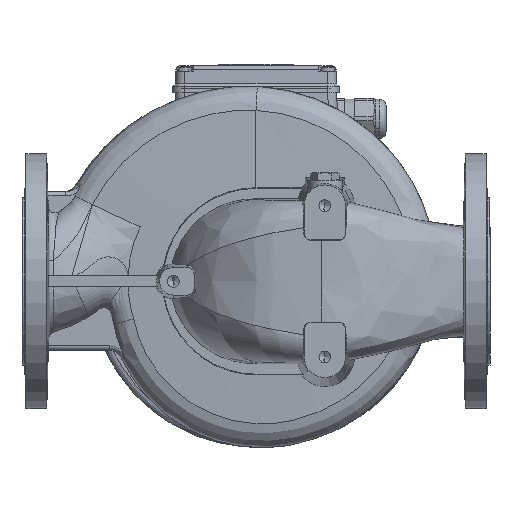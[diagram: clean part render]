
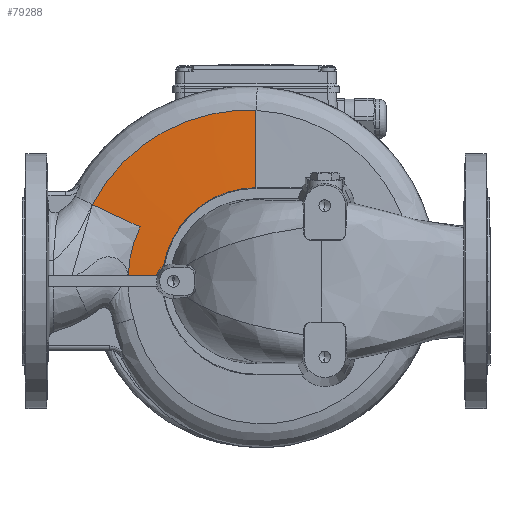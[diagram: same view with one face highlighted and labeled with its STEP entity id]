
A CAD part, front view. The second image highlights one B-rep face of the part: STEP entity #79288.
In plain terms, the highlighted conical face has half-angle 88 degrees and reference radius 28636.3 mm.
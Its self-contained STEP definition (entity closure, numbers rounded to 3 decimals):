
#1123 = EDGE_CURVE ( 'NONE', #53843, #104156, #136082, .T. ) ;
#2228 = CARTESIAN_POINT ( 'NONE',  ( -84.2, -80.793, 39.463 ) ) ;
#4065 = CARTESIAN_POINT ( 'NONE',  ( -82.034, -79.551, 98.993 ) ) ;
#4794 = CARTESIAN_POINT ( 'NONE',  ( -118.81, -79.458, 55.684 ) ) ;
#5543 = CARTESIAN_POINT ( 'NONE',  ( -50.279, -79.621, 116.161 ) ) ;
#6255 = CARTESIAN_POINT ( 'NONE',  ( -29.869, -79.655, 122. ) ) ;
#7749 = CARTESIAN_POINT ( 'NONE',  ( -6.006, -79.694, 124.35 ) ) ;
#9737 = CARTESIAN_POINT ( 'NONE',  ( -87.172, -80.792, 32.408 ) ) ;
#9930 = CONICAL_SURFACE ( 'NONE', #69431, 28636.253, 1.536 ) ;
#10056 = CARTESIAN_POINT ( 'NONE',  ( 0., 915.96, 0. ) ) ;
#10977 = CARTESIAN_POINT ( 'NONE',  ( -68.319, -81.627, 10.301 ) ) ;
#11280 = B_SPLINE_CURVE_WITH_KNOTS ( 'NONE', 3,
 ( #140781, #27350, #143741, #2228 ),
 .UNSPECIFIED., .F., .F.,
 ( 4, 4 ),
 ( 0., 1. ),
 .UNSPECIFIED. ) ;
#13165 = CARTESIAN_POINT ( 'NONE',  ( -72.603, -81.501, 4. ) ) ;
#17187 = B_SPLINE_CURVE_WITH_KNOTS ( 'NONE', 3,
 ( #13165, #103433, #23604, #46721, #44507, #90107, #91549, #10977, #45240, #92277 ),
 .UNSPECIFIED., .F., .F.,
 ( 4, 2, 2, 2, 4 ),
 ( 0.002, 0.004, 0.007, 0.009, 0.011 ),
 .UNSPECIFIED. ) ;
#17423 = CARTESIAN_POINT ( 'NONE',  ( -66.787, -79.586, 108.712 ) ) ;
#18627 = EDGE_CURVE ( 'NONE', #33645, #80692, #108622, .T. ) ;
#18895 = CARTESIAN_POINT ( 'NONE',  ( -105.864, -79.494, 76.006 ) ) ;
#22980 = CARTESIAN_POINT ( 'NONE',  ( -86.136, -81.029, 4. ) ) ;
#23604 = CARTESIAN_POINT ( 'NONE',  ( -72.074, -81.516, 5.443 ) ) ;
#25692 = CARTESIAN_POINT ( 'NONE',  ( 0., -79.704, 124.154 ) ) ;
#27167 = CARTESIAN_POINT ( 'NONE',  ( -101.999, -79.503, 80.665 ) ) ;
#27350 = CARTESIAN_POINT ( 'NONE',  ( -107.273, -79.903, 50.277 ) ) ;
#27888 = CARTESIAN_POINT ( 'NONE',  ( -112.885, -79.475, 66.192 ) ) ;
#28632 = CARTESIAN_POINT ( 'NONE',  ( -37.225, -79.644, 120.255 ) ) ;
#28868 = ORIENTED_EDGE ( 'NONE', *, *, #18627, .F. ) ;
#32420 = DIRECTION ( 'NONE',  ( 0., 1., 0. ) ) ;
#32461 = EDGE_CURVE ( 'NONE', #104156, #120017, #94282, .T. ) ;
#33645 = VERTEX_POINT ( 'NONE', #70632 ) ;
#35205 = EDGE_CURVE ( 'NONE', #67637, #80802, #11280, .T. ) ;
#39084 = CARTESIAN_POINT ( 'NONE',  ( -116.04, -79.466, 61.036 ) ) ;
#40537 = CARTESIAN_POINT ( 'NONE',  ( -43.077, -79.634, 118.579 ) ) ;
#43985 = CARTESIAN_POINT ( 'NONE',  ( -89.579, -80.792, 25.137 ) ) ;
#44507 = CARTESIAN_POINT ( 'NONE',  ( -70.934, -81.549, 7.472 ) ) ;
#45240 = CARTESIAN_POINT ( 'NONE',  ( -67.705, -81.646, 10.766 ) ) ;
#46721 = CARTESIAN_POINT ( 'NONE',  ( -71.352, -81.537, 6.822 ) ) ;
#47283 = CARTESIAN_POINT ( 'NONE',  ( 0., -84.04, 0. ) ) ;
#47547 = ORIENTED_EDGE ( 'NONE', *, *, #35205, .T. ) ;
#50981 = CARTESIAN_POINT ( 'NONE',  ( -47.418, -79.627, 117.184 ) ) ;
#51805 = B_SPLINE_CURVE_WITH_KNOTS ( 'NONE', 3,
 ( #4794, #39084, #27888, #18895, #27167, #118940, #130897, #4065, #72688, #119679, #62215, #17423, #73420, #62959, #107731, #5543, #50981, #40537, #142059, #85353, #28632, #108464, #6255, #97279, #142808, #54713, #65194, #7749, #98758, #101674 ),
 .UNSPECIFIED., .F., .F.,
 ( 4, 2, 2, 2, 2, 2, 2, 2, 2, 2, 2, 2, 2, 2, 4 ),
 ( 0., 0.125, 0.25, 0.375, 0.437, 0.5, 0.562, 0.625, 0.688, 0.719, 0.75, 0.813, 0.875, 0.938, 1. ),
 .UNSPECIFIED. ) ;
#52994 = CARTESIAN_POINT ( 'NONE',  ( -92.902, -80.792, 4. ) ) ;
#53123 = EDGE_CURVE ( 'NONE', #33645, #53843, #17187, .T. ) ;
#53843 = VERTEX_POINT ( 'NONE', #69903 ) ;
#54713 = CARTESIAN_POINT ( 'NONE',  ( -15.021, -79.678, 124.03 ) ) ;
#56573 = CARTESIAN_POINT ( 'NONE',  ( -92.902, -80.792, 4. ) ) ;
#58465 = DIRECTION ( 'NONE',  ( 0., 0.035, 0.999 ) ) ;
#62215 = CARTESIAN_POINT ( 'NONE',  ( -72.017, -79.574, 105.719 ) ) ;
#62959 = CARTESIAN_POINT ( 'NONE',  ( -58.683, -79.603, 112.72 ) ) ;
#63868 = B_SPLINE_CURVE_WITH_KNOTS ( 'NONE', 3,
 ( #52994, #98542, #106765, #43985, #100738, #9737, #89564, #135084, #123872, #77647 ),
 .UNSPECIFIED., .F., .F.,
 ( 4, 2, 2, 2, 4 ),
 ( 0.029, 0.514, 0.757, 0.879, 1. ),
 .UNSPECIFIED. ) ;
#63966 = CARTESIAN_POINT ( 'NONE',  ( -92.902, -80.792, 4. ) ) ;
#65194 = CARTESIAN_POINT ( 'NONE',  ( -12.016, -79.683, 124.211 ) ) ;
#65633 = CARTESIAN_POINT ( 'NONE',  ( -79.369, -81.265, 4. ) ) ;
#66209 = ORIENTED_EDGE ( 'NONE', *, *, #1123, .T. ) ;
#67637 = VERTEX_POINT ( 'NONE', #131998 ) ;
#69431 = AXIS2_PLACEMENT_3D ( 'NONE', #10056, #32420, #80146 ) ;
#69903 = CARTESIAN_POINT ( 'NONE',  ( -67.055, -81.666, 11.176 ) ) ;
#70632 = CARTESIAN_POINT ( 'NONE',  ( -72.603, -81.501, 4. ) ) ;
#72688 = CARTESIAN_POINT ( 'NONE',  ( -79.59, -79.557, 100.763 ) ) ;
#73420 = CARTESIAN_POINT ( 'NONE',  ( -64.121, -79.591, 110.111 ) ) ;
#76500 = VECTOR ( 'NONE', #58465, 1000. ) ;
#77647 = CARTESIAN_POINT ( 'NONE',  ( -84.2, -80.793, 39.463 ) ) ;
#79288 = ADVANCED_FACE ( 'NONE', ( #136132 ), #9930, .T. ) ;
#80146 = DIRECTION ( 'NONE',  ( 0., 0., 1. ) ) ;
#80692 = VERTEX_POINT ( 'NONE', #63966 ) ;
#80802 = VERTEX_POINT ( 'NONE', #115174 ) ;
#82189 = ORIENTED_EDGE ( 'NONE', *, *, #53123, .T. ) ;
#85353 = CARTESIAN_POINT ( 'NONE',  ( -38.695, -79.642, 119.859 ) ) ;
#88885 = EDGE_CURVE ( 'NONE', #80692, #80802, #63868, .T. ) ;
#89046 = ORIENTED_EDGE ( 'NONE', *, *, #110956, .F. ) ;
#89564 = CARTESIAN_POINT ( 'NONE',  ( -86.626, -80.793, 33.839 ) ) ;
#89839 = ORIENTED_EDGE ( 'NONE', *, *, #32461, .T. ) ;
#90107 = CARTESIAN_POINT ( 'NONE',  ( -69.994, -81.577, 8.687 ) ) ;
#90977 = EDGE_LOOP ( 'NONE', ( #66209, #89839, #89046, #47547, #96858, #28868, #82189 ) ) ;
#91549 = CARTESIAN_POINT ( 'NONE',  ( -69.471, -81.592, 9.255 ) ) ;
#92277 = CARTESIAN_POINT ( 'NONE',  ( -67.055, -81.666, 11.176 ) ) ;
#94282 = LINE ( 'NONE', #47283, #76500 ) ;
#96858 = ORIENTED_EDGE ( 'NONE', *, *, #88885, .F. ) ;
#97279 = CARTESIAN_POINT ( 'NONE',  ( -23.959, -79.664, 123.04 ) ) ;
#97930 = AXIS2_PLACEMENT_3D ( 'NONE', #109705, #100713, #144034 ) ;
#98542 = CARTESIAN_POINT ( 'NONE',  ( -92.639, -80.791, 10.12 ) ) ;
#98758 = CARTESIAN_POINT ( 'NONE',  ( -3., -79.699, 124.307 ) ) ;
#100713 = DIRECTION ( 'NONE',  ( 0., 1., 0. ) ) ;
#100738 = CARTESIAN_POINT ( 'NONE',  ( -88.702, -80.793, 28.076 ) ) ;
#100934 = CARTESIAN_POINT ( 'NONE',  ( 0., -81.666, 67.98 ) ) ;
#101674 = CARTESIAN_POINT ( 'NONE',  ( 0., -79.704, 124.154 ) ) ;
#103433 = CARTESIAN_POINT ( 'NONE',  ( -72.37, -81.507, 4.732 ) ) ;
#104156 = VERTEX_POINT ( 'NONE', #100934 ) ;
#106765 = CARTESIAN_POINT ( 'NONE',  ( -91.769, -80.793, 16.214 ) ) ;
#107731 = CARTESIAN_POINT ( 'NONE',  ( -55.912, -79.609, 113.929 ) ) ;
#108464 = CARTESIAN_POINT ( 'NONE',  ( -32.813, -79.651, 121.364 ) ) ;
#108622 = B_SPLINE_CURVE_WITH_KNOTS ( 'NONE', 3,
 ( #122336, #65633, #22980, #56573 ),
 .UNSPECIFIED., .F., .F.,
 ( 4, 4 ),
 ( 0.069, 0.089 ),
 .UNSPECIFIED. ) ;
#109705 = CARTESIAN_POINT ( 'NONE',  ( 0., -81.666, 0. ) ) ;
#110956 = EDGE_CURVE ( 'NONE', #67637, #120017, #51805, .T. ) ;
#115174 = CARTESIAN_POINT ( 'NONE',  ( -84.2, -80.793, 39.463 ) ) ;
#118940 = CARTESIAN_POINT ( 'NONE',  ( -93.649, -79.524, 89.374 ) ) ;
#119679 = CARTESIAN_POINT ( 'NONE',  ( -74.582, -79.568, 104.127 ) ) ;
#120017 = VERTEX_POINT ( 'NONE', #25692 ) ;
#122336 = CARTESIAN_POINT ( 'NONE',  ( -72.603, -81.501, 4. ) ) ;
#123872 = CARTESIAN_POINT ( 'NONE',  ( -84.85, -80.791, 38.076 ) ) ;
#130897 = CARTESIAN_POINT ( 'NONE',  ( -89.164, -79.535, 93.425 ) ) ;
#131998 = CARTESIAN_POINT ( 'NONE',  ( -118.81, -79.458, 55.684 ) ) ;
#135084 = CARTESIAN_POINT ( 'NONE',  ( -85.465, -80.793, 36.673 ) ) ;
#136082 = CIRCLE ( 'NONE', #97930, 67.98 ) ;
#136132 = FACE_OUTER_BOUND ( 'NONE', #90977, .T. ) ;
#140781 = CARTESIAN_POINT ( 'NONE',  ( -118.81, -79.458, 55.684 ) ) ;
#142059 = CARTESIAN_POINT ( 'NONE',  ( -41.622, -79.637, 119.021 ) ) ;
#142808 = CARTESIAN_POINT ( 'NONE',  ( -20.993, -79.668, 123.445 ) ) ;
#143741 = CARTESIAN_POINT ( 'NONE',  ( -95.736, -80.348, 44.87 ) ) ;
#144034 = DIRECTION ( 'NONE',  ( 0., 0., -1. ) ) ;
